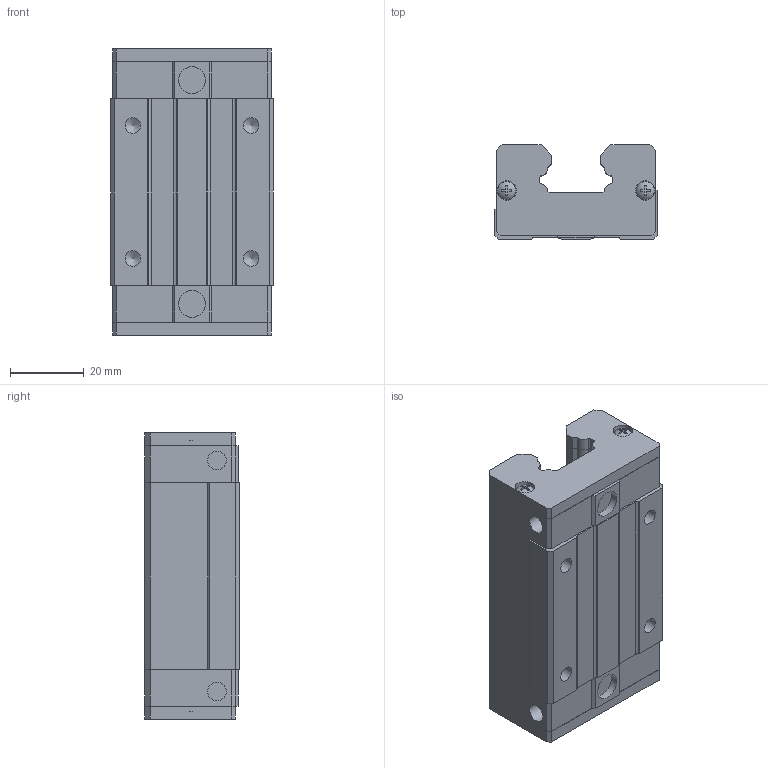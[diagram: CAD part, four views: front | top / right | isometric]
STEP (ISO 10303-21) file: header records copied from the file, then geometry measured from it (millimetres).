
FILE_DESCRIPTION(/* description */ ('','CAx-IF Rec.Pracs.---Representation and Presentation of Product Manufacturing Information (PMI)---4.0---2014-10-13'),/* implementation_level */ '2;1');
FILE_NAME(/* name */ 'HGH20CAZ0C v1.step',/* time_stamp */ '2025-01-07T00:31:37+05:30',/* author */ (''),/* organization */ (''),/* preprocessor_version */ 'ST-DEVELOPER v20',/* originating_system */ 'Autodesk Translation Framework v13.20.0.188',/* authorisation */ '');
FILE_SCHEMA (('AP242_MANAGED_MODEL_BASED_3D_ENGINEERING_MIM_LF { 1 0 10303 442 1 1 4 }'));
Length unit declared in the file: millimetre
Products named in the file (4): HGH20CAZ0C; HGH20CAZ0C, BLOCK, MIDSECTION; HGH20CAZ0C, BLOCK OIL FILLING PART; HGH20CAZ0C, SCREW HEAD
Assembly tree (6 placements, depth 2):
  HGH20CAZ0C
    HGH20CAZ0C, BLOCK, MIDSECTION
    HGH20CAZ0C, BLOCK OIL FILLING PART
    HGH20CAZ0C, SCREW HEAD  x4
Bounding box: 44 x 25.5 x 77.5 mm (x, y, z)
Volume: 66438.2 mm3; surface area: 22594.4 mm2
Topology: 9 solids, 9 shells, 269 faces, 716 edges, 476 vertices
Faces by surface type: plane 217, cylinder 40, cone 8, sphere 4
Full cylindrical faces by diameter (mm): 4.2 x4, 5 x4, 5.25 x4, 6 x2, 7.3 x2
Entity records: 7136 total; most frequent: CARTESIAN_POINT 1209, ORIENTED_EDGE 1172, DIRECTION 1145, EDGE_CURVE 586, LINE 489, VECTOR 489, VERTEX_POINT 392, AXIS2_PLACEMENT_3D 328
